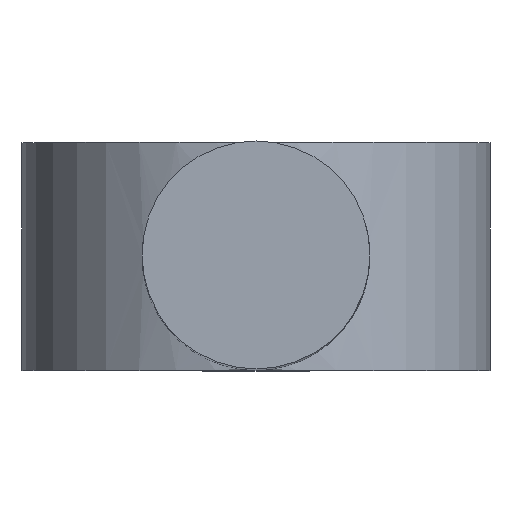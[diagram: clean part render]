
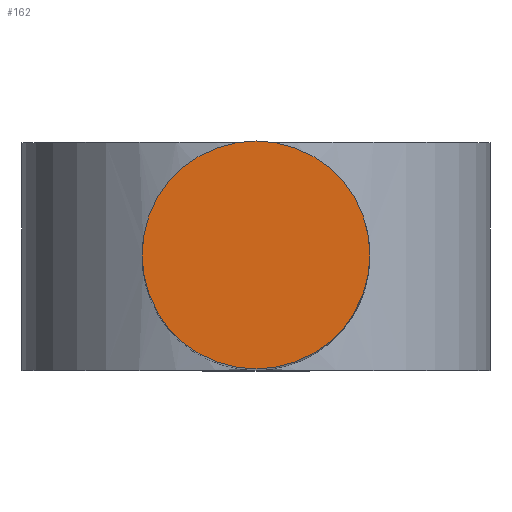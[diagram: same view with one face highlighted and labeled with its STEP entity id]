
A CAD part, top view. The second image highlights one B-rep face of the part: STEP entity #162.
In plain terms, the highlighted planar face has unit normal (0, 0, 1).
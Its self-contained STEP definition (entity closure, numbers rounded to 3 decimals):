
#37 = AXIS2_PLACEMENT_3D ( 'NONE', #83, #326, #120 ) ;
#83 = CARTESIAN_POINT ( 'NONE',  ( 0., 0., 130. ) ) ;
#88 = CARTESIAN_POINT ( 'NONE',  ( 0., 0., 130. ) ) ;
#94 = VERTEX_POINT ( 'NONE', #280 ) ;
#119 = FACE_OUTER_BOUND ( 'NONE', #187, .T. ) ;
#120 = DIRECTION ( 'NONE',  ( 1., 0., 0. ) ) ;
#162 = ADVANCED_FACE ( 'NONE', ( #119 ), #322, .T. ) ;
#169 = EDGE_CURVE ( 'NONE', #268, #94, #260, .T. ) ;
#187 = EDGE_LOOP ( 'NONE', ( #233, #201 ) ) ;
#201 = ORIENTED_EDGE ( 'NONE', *, *, #169, .T. ) ;
#224 = DIRECTION ( 'NONE',  ( 0., 0., 1. ) ) ;
#227 = DIRECTION ( 'NONE',  ( 0., 0., 1. ) ) ;
#233 = ORIENTED_EDGE ( 'NONE', *, *, #431, .T. ) ;
#247 = DIRECTION ( 'NONE',  ( 1., 0., 0. ) ) ;
#253 = AXIS2_PLACEMENT_3D ( 'NONE', #88, #224, #286 ) ;
#257 = CARTESIAN_POINT ( 'NONE',  ( 0., 0., 130. ) ) ;
#260 = CIRCLE ( 'NONE', #340, 20. ) ;
#268 = VERTEX_POINT ( 'NONE', #384 ) ;
#280 = CARTESIAN_POINT ( 'NONE',  ( -20., 0., 130. ) ) ;
#286 = DIRECTION ( 'NONE',  ( 1., 0., 0. ) ) ;
#322 = PLANE ( 'NONE',  #253 ) ;
#326 = DIRECTION ( 'NONE',  ( 0., 0., 1. ) ) ;
#340 = AXIS2_PLACEMENT_3D ( 'NONE', #257, #227, #247 ) ;
#384 = CARTESIAN_POINT ( 'NONE',  ( 20., 0., 130. ) ) ;
#419 = CIRCLE ( 'NONE', #37, 20. ) ;
#431 = EDGE_CURVE ( 'NONE', #94, #268, #419, .T. ) ;
